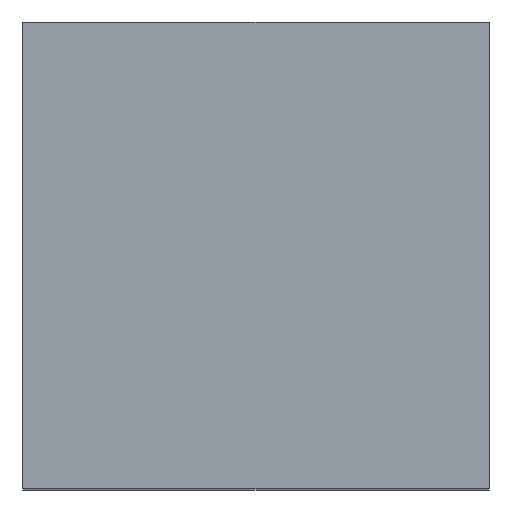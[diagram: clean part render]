
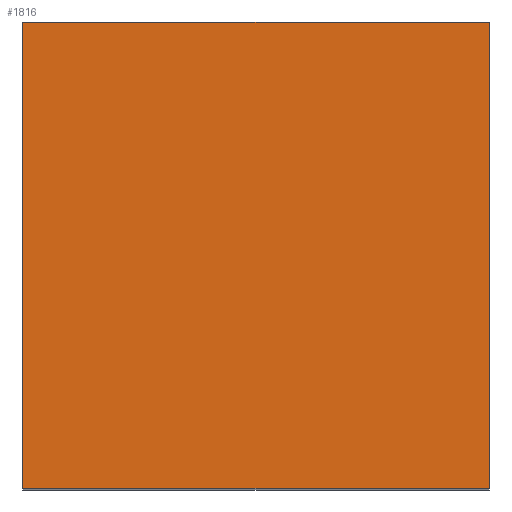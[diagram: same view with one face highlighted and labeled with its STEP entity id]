
A CAD part, top view. The second image highlights one B-rep face of the part: STEP entity #1816.
In plain terms, the highlighted planar face has unit normal (0, 0, 1).
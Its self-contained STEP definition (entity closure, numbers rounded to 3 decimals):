
#127 = EDGE_CURVE ( 'NONE', #745, #743, #2101, .T. ) ;
#137 = EDGE_CURVE ( 'NONE', #742, #743, #2115, .T. ) ;
#140 = EDGE_CURVE ( 'NONE', #744, #745, #2121, .T. ) ;
#141 = EDGE_CURVE ( 'NONE', #744, #742, #2123, .T. ) ;
#461 = AXIS2_PLACEMENT_3D ( 'NONE', #3876, #3882, #3883 ) ;
#742 = VERTEX_POINT ( 'NONE', #3559 ) ;
#743 = VERTEX_POINT ( 'NONE', #3560 ) ;
#744 = VERTEX_POINT ( 'NONE', #3561 ) ;
#745 = VERTEX_POINT ( 'NONE', #3562 ) ;
#906 = EDGE_LOOP ( 'NONE', ( #1446, #1447, #1448, #1449 ) ) ;
#1446 = ORIENTED_EDGE ( 'NONE', *, *, #140, .T. ) ;
#1447 = ORIENTED_EDGE ( 'NONE', *, *, #127, .T. ) ;
#1448 = ORIENTED_EDGE ( 'NONE', *, *, #137, .F. ) ;
#1449 = ORIENTED_EDGE ( 'NONE', *, *, #141, .F. ) ;
#1816 = ADVANCED_FACE ( 'NONE', ( #2675 ), #3869, .T. ) ;
#2101 = LINE ( 'NONE', #2881, #2102 ) ;
#2102 = VECTOR ( 'NONE', #2882, 1000. ) ;
#2115 = LINE ( 'NONE', #2906, #2116 ) ;
#2116 = VECTOR ( 'NONE', #2907, 1000. ) ;
#2121 = LINE ( 'NONE', #2912, #2122 ) ;
#2122 = VECTOR ( 'NONE', #2913, 1000. ) ;
#2123 = LINE ( 'NONE', #2914, #2124 ) ;
#2124 = VECTOR ( 'NONE', #2915, 1000. ) ;
#2675 = FACE_OUTER_BOUND ( 'NONE', #906, .T. ) ;
#2881 = CARTESIAN_POINT ( 'NONE',  ( -13.5, 0., 0. ) ) ;
#2882 = DIRECTION ( 'NONE',  ( 0., -1., 0. ) ) ;
#2906 = CARTESIAN_POINT ( 'NONE',  ( -13.5, -13.5, 0. ) ) ;
#2907 = DIRECTION ( 'NONE',  ( -1., 0., 0. ) ) ;
#2912 = CARTESIAN_POINT ( 'NONE',  ( 0., 13.5, 0. ) ) ;
#2913 = DIRECTION ( 'NONE',  ( -1., 0., 0. ) ) ;
#2914 = CARTESIAN_POINT ( 'NONE',  ( 13.5, -13.5, 0. ) ) ;
#2915 = DIRECTION ( 'NONE',  ( 0., -1., 0. ) ) ;
#3559 = CARTESIAN_POINT ( 'NONE',  ( 13.5, -13.5, 0. ) ) ;
#3560 = CARTESIAN_POINT ( 'NONE',  ( -13.5, -13.5, 0. ) ) ;
#3561 = CARTESIAN_POINT ( 'NONE',  ( 13.5, 13.5, 0. ) ) ;
#3562 = CARTESIAN_POINT ( 'NONE',  ( -13.5, 13.5, 0. ) ) ;
#3869 = PLANE ( 'NONE',  #461 ) ;
#3876 = CARTESIAN_POINT ( 'NONE',  ( 0., 0., 0. ) ) ;
#3882 = DIRECTION ( 'NONE',  ( 0., 0., 1. ) ) ;
#3883 = DIRECTION ( 'NONE',  ( 1., 0., 0. ) ) ;
